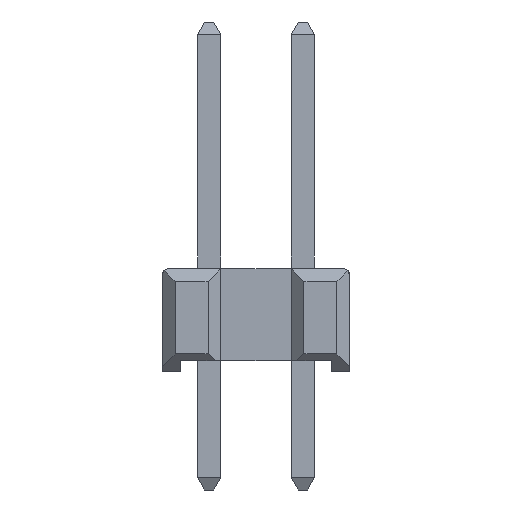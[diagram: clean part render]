
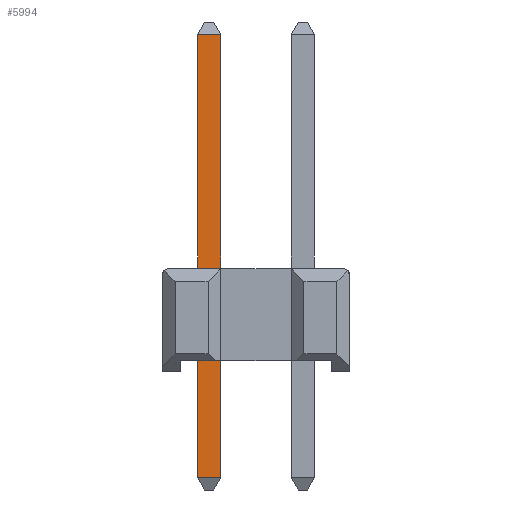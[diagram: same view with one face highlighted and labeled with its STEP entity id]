
A CAD part, front view. The second image highlights one B-rep face of the part: STEP entity #5994.
In plain terms, the highlighted planar face has unit normal (0, -1, 0).
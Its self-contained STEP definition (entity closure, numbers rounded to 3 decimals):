
#5420 = PLANE('',#5421);
#5421 = AXIS2_PLACEMENT_3D('',#5422,#5423,#5424);
#5422 = CARTESIAN_POINT('',(-0.325,-17.9,-3.209));
#5423 = DIRECTION('',(0.,-0.873,-0.488
    ));
#5424 = DIRECTION('',(0.,-0.488,0.873
    ));
#5458 = VERTEX_POINT('',#5459);
#5459 = CARTESIAN_POINT('',(-0.315,-18.095,-2.86));
#5473 = B_SPLINE_SURFACE_WITH_KNOTS('',1,1,(
    (#5474,#5475)
    ,(#5476,#5477
    )),.UNSPECIFIED.,.F.,.F.,.F.,(2,2),(2,2),(-9.358,
    0.093),(-0.64,0.01),
  .PIECEWISE_BEZIER_KNOTS.);
#5474 = CARTESIAN_POINT('',(-0.315,-17.455,9.326));
#5475 = CARTESIAN_POINT('',(-0.315,-18.105,9.326));
#5476 = CARTESIAN_POINT('',(-0.315,-17.455,-2.981));
#5477 = CARTESIAN_POINT('',(-0.315,-18.105,-2.981));
#5575 = VERTEX_POINT('',#5576);
#5576 = CARTESIAN_POINT('',(0.315,-18.095,-2.86));
#5588 = B_SPLINE_SURFACE_WITH_KNOTS('',1,1,(
    (#5589,#5590)
    ,(#5591,#5592
    )),.UNSPECIFIED.,.F.,.F.,.F.,(2,2),(2,2),(-0.64,0.01),(
    -9.358,0.093),.PIECEWISE_BEZIER_KNOTS.);
#5589 = CARTESIAN_POINT('',(0.315,-17.455,9.326));
#5590 = CARTESIAN_POINT('',(0.315,-17.455,-2.981));
#5591 = CARTESIAN_POINT('',(0.315,-18.105,9.326));
#5592 = CARTESIAN_POINT('',(0.315,-18.105,-2.981));
#5622 = EDGE_CURVE('',#5575,#5458,#5623,.T.);
#5623 = SURFACE_CURVE('',#5624,(#5627,#5633),.PCURVE_S1.);
#5624 = B_SPLINE_CURVE_WITH_KNOTS('',1,(#5625,#5626),.UNSPECIFIED.,.F.,
  .F.,(2,2),(-9.896,-9.266),.PIECEWISE_BEZIER_KNOTS.);
#5625 = CARTESIAN_POINT('',(0.315,-18.095,-2.86));
#5626 = CARTESIAN_POINT('',(-0.315,-18.095,-2.86));
#5627 = PCURVE('',#5420,#5628);
#5628 = DEFINITIONAL_REPRESENTATION('',(#5629),#5632);
#5629 = B_SPLINE_CURVE_WITH_KNOTS('',1,(#5630,#5631),.UNSPECIFIED.,.F.,
  .F.,(2,2),(-9.896,-9.266),.PIECEWISE_BEZIER_KNOTS.);
#5630 = CARTESIAN_POINT('',(0.4,-0.64));
#5631 = CARTESIAN_POINT('',(0.4,-0.01));
#5632 = ( GEOMETRIC_REPRESENTATION_CONTEXT(2) 
PARAMETRIC_REPRESENTATION_CONTEXT() REPRESENTATION_CONTEXT('2D SPACE',''
  ) );
#5633 = PCURVE('',#5634,#5639);
#5634 = PLANE('',#5635);
#5635 = AXIS2_PLACEMENT_3D('',#5636,#5637,#5638);
#5636 = CARTESIAN_POINT('',(-0.325,-18.095,-2.981));
#5637 = DIRECTION('',(0.,-1.,
    0.));
#5638 = DIRECTION('',(0.,0.,
    1.));
#5639 = DEFINITIONAL_REPRESENTATION('',(#5640),#5643);
#5640 = B_SPLINE_CURVE_WITH_KNOTS('',1,(#5641,#5642),.UNSPECIFIED.,.F.,
  .F.,(2,2),(-9.896,-9.266),.PIECEWISE_BEZIER_KNOTS.);
#5641 = CARTESIAN_POINT('',(0.121,-0.64));
#5642 = CARTESIAN_POINT('',(0.121,-0.01));
#5643 = ( GEOMETRIC_REPRESENTATION_CONTEXT(2) 
PARAMETRIC_REPRESENTATION_CONTEXT() REPRESENTATION_CONTEXT('2D SPACE',''
  ) );
#5755 = VERTEX_POINT('',#5756);
#5756 = CARTESIAN_POINT('',(0.315,-18.095,9.156));
#5768 = PLANE('',#5769);
#5769 = AXIS2_PLACEMENT_3D('',#5770,#5771,#5772);
#5770 = CARTESIAN_POINT('',(-0.325,-17.9,9.504));
#5771 = DIRECTION('',(0.,-0.873,0.487
    ));
#5772 = DIRECTION('',(0.,0.487,0.873
    ));
#5843 = VERTEX_POINT('',#5844);
#5844 = CARTESIAN_POINT('',(-0.315,-18.095,9.156));
#5862 = EDGE_CURVE('',#5843,#5755,#5863,.T.);
#5863 = SURFACE_CURVE('',#5864,(#5867,#5873),.PCURVE_S1.);
#5864 = B_SPLINE_CURVE_WITH_KNOTS('',1,(#5865,#5866),.UNSPECIFIED.,.F.,
  .F.,(2,2),(-19.791,-19.161),.PIECEWISE_BEZIER_KNOTS.);
#5865 = CARTESIAN_POINT('',(-0.315,-18.095,9.156));
#5866 = CARTESIAN_POINT('',(0.315,-18.095,9.156));
#5867 = PCURVE('',#5768,#5868);
#5868 = DEFINITIONAL_REPRESENTATION('',(#5869),#5872);
#5869 = B_SPLINE_CURVE_WITH_KNOTS('',1,(#5870,#5871),.UNSPECIFIED.,.F.,
  .F.,(2,2),(-19.791,-19.161),.PIECEWISE_BEZIER_KNOTS.);
#5870 = CARTESIAN_POINT('',(-0.399,-0.01));
#5871 = CARTESIAN_POINT('',(-0.399,-0.64));
#5872 = ( GEOMETRIC_REPRESENTATION_CONTEXT(2) 
PARAMETRIC_REPRESENTATION_CONTEXT() REPRESENTATION_CONTEXT('2D SPACE',''
  ) );
#5873 = PCURVE('',#5634,#5874);
#5874 = DEFINITIONAL_REPRESENTATION('',(#5875),#5878);
#5875 = B_SPLINE_CURVE_WITH_KNOTS('',1,(#5876,#5877),.UNSPECIFIED.,.F.,
  .F.,(2,2),(-19.791,-19.161),.PIECEWISE_BEZIER_KNOTS.);
#5876 = CARTESIAN_POINT('',(12.136,-0.01));
#5877 = CARTESIAN_POINT('',(12.136,-0.64));
#5878 = ( GEOMETRIC_REPRESENTATION_CONTEXT(2) 
PARAMETRIC_REPRESENTATION_CONTEXT() REPRESENTATION_CONTEXT('2D SPACE',''
  ) );
#5975 = EDGE_CURVE('',#5755,#5575,#5976,.T.);
#5976 = SURFACE_CURVE('',#5977,(#5980,#5986),.PCURVE_S1.);
#5977 = B_SPLINE_CURVE_WITH_KNOTS('',1,(#5978,#5979),.UNSPECIFIED.,.F.,
  .F.,(2,2),(-19.123,-9.896),.PIECEWISE_BEZIER_KNOTS.);
#5978 = CARTESIAN_POINT('',(0.315,-18.095,9.156));
#5979 = CARTESIAN_POINT('',(0.315,-18.095,-2.86));
#5980 = PCURVE('',#5588,#5981);
#5981 = DEFINITIONAL_REPRESENTATION('',(#5982),#5985);
#5982 = B_SPLINE_CURVE_WITH_KNOTS('',1,(#5983,#5984),.UNSPECIFIED.,.F.,
  .F.,(2,2),(-19.123,-9.896),.PIECEWISE_BEZIER_KNOTS.);
#5983 = CARTESIAN_POINT('',(0.,-9.227));
#5984 = CARTESIAN_POINT('',(0.,0.));
#5985 = ( GEOMETRIC_REPRESENTATION_CONTEXT(2) 
PARAMETRIC_REPRESENTATION_CONTEXT() REPRESENTATION_CONTEXT('2D SPACE',''
  ) );
#5986 = PCURVE('',#5634,#5987);
#5987 = DEFINITIONAL_REPRESENTATION('',(#5988),#5991);
#5988 = B_SPLINE_CURVE_WITH_KNOTS('',1,(#5989,#5990),.UNSPECIFIED.,.F.,
  .F.,(2,2),(-19.123,-9.896),.PIECEWISE_BEZIER_KNOTS.);
#5989 = CARTESIAN_POINT('',(12.136,-0.64));
#5990 = CARTESIAN_POINT('',(0.121,-0.64));
#5991 = ( GEOMETRIC_REPRESENTATION_CONTEXT(2) 
PARAMETRIC_REPRESENTATION_CONTEXT() REPRESENTATION_CONTEXT('2D SPACE',''
  ) );
#5994 = ADVANCED_FACE('',(#5995),#5634,.T.);
#5995 = FACE_BOUND('',#5996,.T.);
#5996 = EDGE_LOOP('',(#5997,#6015,#6016,#6017));
#5997 = ORIENTED_EDGE('',*,*,#5998,.T.);
#5998 = EDGE_CURVE('',#5843,#5458,#5999,.T.);
#5999 = SURFACE_CURVE('',#6000,(#6003,#6009),.PCURVE_S1.);
#6000 = B_SPLINE_CURVE_WITH_KNOTS('',1,(#6001,#6002),.UNSPECIFIED.,.F.,
  .F.,(2,2),(0.038,9.266),
  .PIECEWISE_BEZIER_KNOTS.);
#6001 = CARTESIAN_POINT('',(-0.315,-18.095,9.156));
#6002 = CARTESIAN_POINT('',(-0.315,-18.095,-2.86));
#6003 = PCURVE('',#5634,#6004);
#6004 = DEFINITIONAL_REPRESENTATION('',(#6005),#6008);
#6005 = B_SPLINE_CURVE_WITH_KNOTS('',1,(#6006,#6007),.UNSPECIFIED.,.F.,
  .F.,(2,2),(0.038,9.266),
  .PIECEWISE_BEZIER_KNOTS.);
#6006 = CARTESIAN_POINT('',(12.136,-0.01));
#6007 = CARTESIAN_POINT('',(0.121,-0.01));
#6008 = ( GEOMETRIC_REPRESENTATION_CONTEXT(2) 
PARAMETRIC_REPRESENTATION_CONTEXT() REPRESENTATION_CONTEXT('2D SPACE',''
  ) );
#6009 = PCURVE('',#5473,#6010);
#6010 = DEFINITIONAL_REPRESENTATION('',(#6011),#6014);
#6011 = B_SPLINE_CURVE_WITH_KNOTS('',1,(#6012,#6013),.UNSPECIFIED.,.F.,
  .F.,(2,2),(0.038,9.266),
  .PIECEWISE_BEZIER_KNOTS.);
#6012 = CARTESIAN_POINT('',(-9.227,0.));
#6013 = CARTESIAN_POINT('',(0.,0.));
#6014 = ( GEOMETRIC_REPRESENTATION_CONTEXT(2) 
PARAMETRIC_REPRESENTATION_CONTEXT() REPRESENTATION_CONTEXT('2D SPACE',''
  ) );
#6015 = ORIENTED_EDGE('',*,*,#5622,.F.);
#6016 = ORIENTED_EDGE('',*,*,#5975,.F.);
#6017 = ORIENTED_EDGE('',*,*,#5862,.F.);
